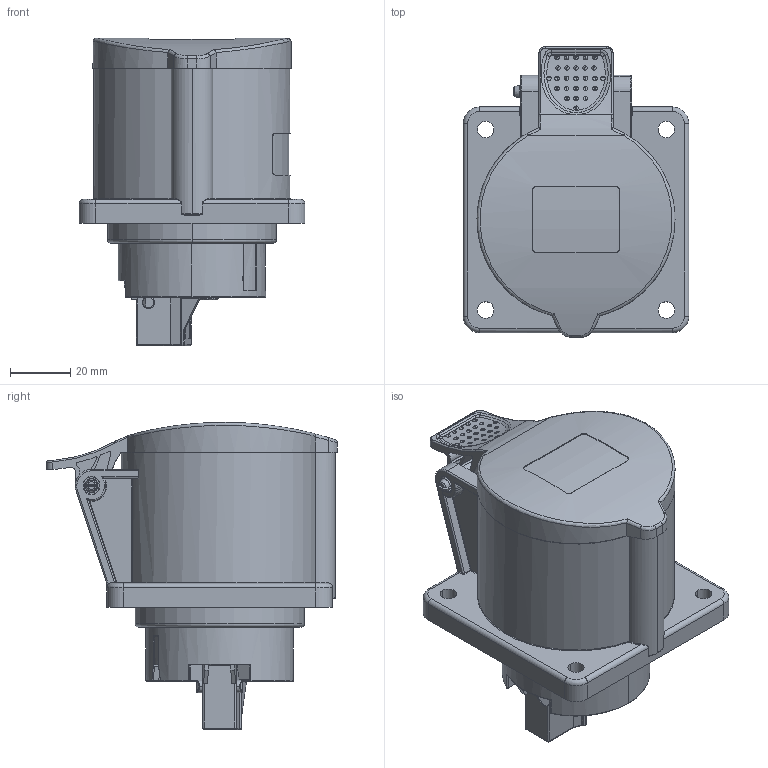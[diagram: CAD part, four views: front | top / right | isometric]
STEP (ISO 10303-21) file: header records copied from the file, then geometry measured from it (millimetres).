
FILE_DESCRIPTION (( 'STEP AP203' ), '1' );
FILE_NAME ('DIS4223263 (PSS 3p 32ﾀ 230ﾂ IP44).STEP', '2024-09-18T12:29:25', ( '' ), ( '' ), 'SwSTEP 2.0', 'SolidWorks 2022', '' );
FILE_SCHEMA (( 'CONFIG_CONTROL_DESIGN' ));
Length unit declared in the file: millimetre
Products named in the file (1): DIS4223263 (PSS 3p 32А 230В IP44)
Bounding box: 75 x 96.55 x 102.1 mm (x, y, z)
Volume: 275932.8 mm3; surface area: 45820.6 mm2
Topology: 1 solids, 12 shells, 1037 faces, 2640 edges, 1658 vertices
Faces by surface type: cylinder 414, plane 370, bspline 94, torus 73, cone 47, sphere 39
Entity records: 37942 total; most frequent: CARTESIAN_POINT 13541, ORIENTED_EDGE 5216, DIRECTION 5013, EDGE_CURVE 2608, AXIS2_PLACEMENT_3D 1910, VERTEX_POINT 1654, VECTOR 1193, LINE 1193
